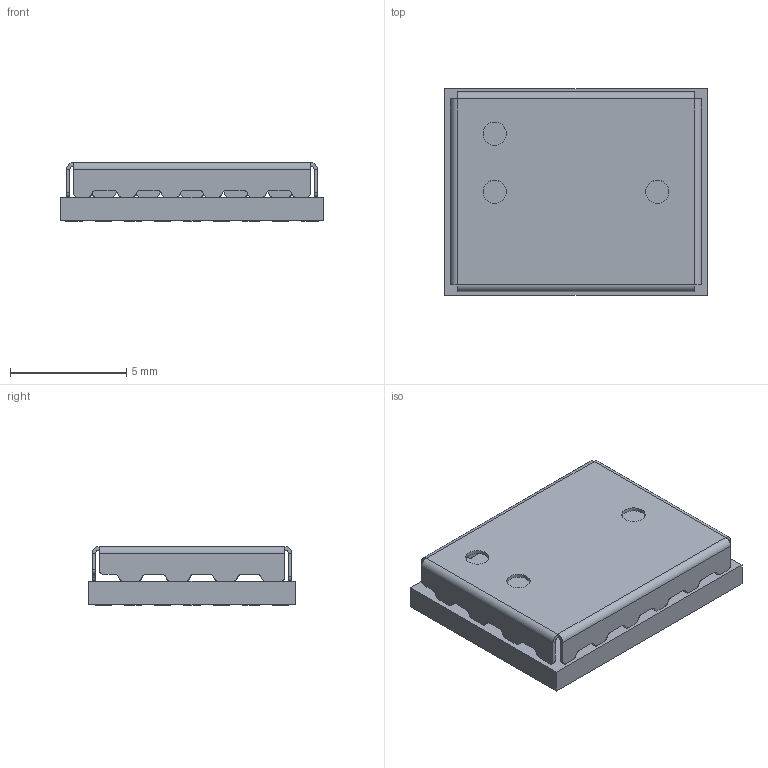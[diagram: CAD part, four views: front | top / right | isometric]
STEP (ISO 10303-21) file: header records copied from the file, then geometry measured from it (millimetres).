
FILE_DESCRIPTION(/* description */ (''),/* implementation_level */ '2;1');
FILE_NAME(/* name */ 'A4001514r2 v2.step',/* time_stamp */ '2024-05-17T17:05:54+02:00',/* author */ (''),/* organization */ (''),/* preprocessor_version */ 'ST-DEVELOPER v20',/* originating_system */ 'Autodesk Translation Framework v13.14.0.145',/* authorisation */ '');
FILE_SCHEMA (('AUTOMOTIVE_DESIGN { 1 0 10303 214 3 1 1 }'));
Length unit declared in the file: millimetre
Products named in the file (5): A4001514r2; Board; Open CASCADE STEP translator 6.8 1.1.1; M1; M5100203_r0
Assembly tree (4 placements, depth 3):
  A4001514r2
    Board
      Open CASCADE STEP translator 6.8 1.1.1
    M1
      M5100203_r0
Bounding box: 11.3 x 8.9 x 2.54 mm (x, y, z)
Volume: 121 mm3; surface area: 566.8 mm2
Topology: 54 solids, 54 shells, 474 faces, 1066 edges, 700 vertices
Faces by surface type: plane 386, cylinder 88
Full cylindrical faces by diameter (mm): 0.7 x1, 1 x3
Entity records: 13158 total; most frequent: CARTESIAN_POINT 2249, DIRECTION 2208, ORIENTED_EDGE 2132, EDGE_CURVE 1066, LINE 890, VECTOR 890, VERTEX_POINT 700, AXIS2_PLACEMENT_3D 659
